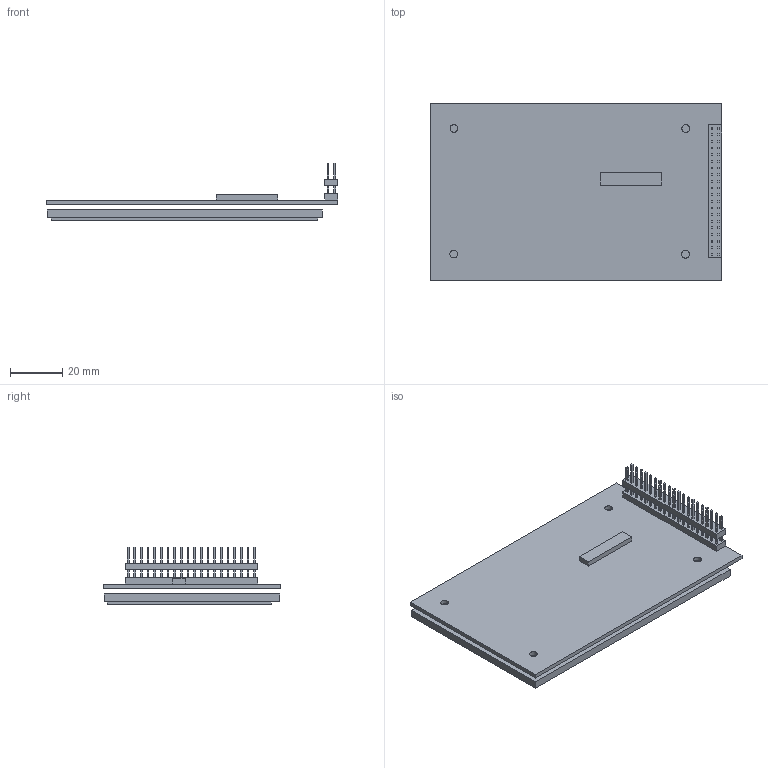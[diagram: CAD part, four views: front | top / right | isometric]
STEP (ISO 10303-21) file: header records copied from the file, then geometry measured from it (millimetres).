
FILE_DESCRIPTION((''),'2;1');
FILE_NAME('2','2020-10-12T',('Administrator'),(''),'PRO/ENGINEER BY PARAMETRIC TECHNOLOGY CORPORATION, 2002350','PRO/ENGINEER BY PARAMETRIC TECHNOLOGY CORPORATION, 2002350','');
FILE_SCHEMA(('CONFIG_CONTROL_DESIGN'));
Length unit declared in the file: millimetre
Products named in the file (1): 2
Bounding box: 112 x 68.1 x 22 mm (x, y, z)
Volume: 41644.9 mm3; surface area: 33560.1 mm2
Topology: 2 solids, 2 shells, 405 faces, 1068 edges, 712 vertices
Faces by surface type: plane 397, cylinder 8
Entity records: 12466 total; most frequent: CARTESIAN_POINT 2185, ORIENTED_EDGE 2136, DIRECTION 1894, EDGE_CURVE 1068, VECTOR 1052, LINE 1052, VERTEX_POINT 712, EDGE_LOOP 536
